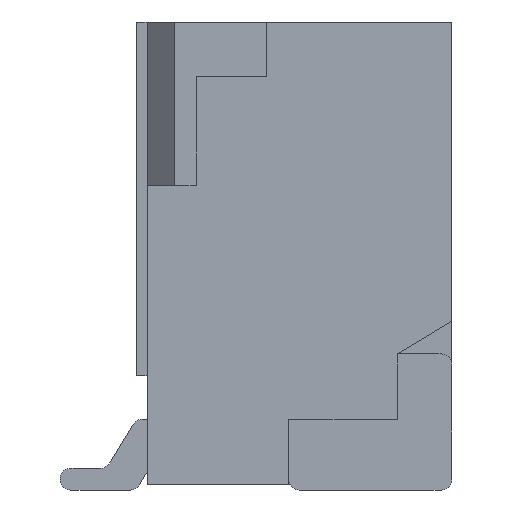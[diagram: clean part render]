
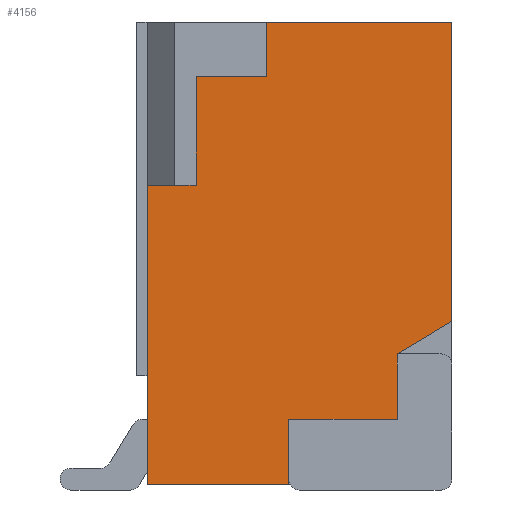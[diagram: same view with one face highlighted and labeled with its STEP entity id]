
A CAD part, left-side view. The second image highlights one B-rep face of the part: STEP entity #4156.
In plain terms, the highlighted planar face has unit normal (-1, 0, 0).
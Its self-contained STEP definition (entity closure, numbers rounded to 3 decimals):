
#4156=ADVANCED_FACE('',(#9404),#9406,.T.);
#9404=FACE_BOUND('',#9405,.T.);
#9405=EDGE_LOOP('',(#13698,#13699,#13700,#13701,#13702,#13703,#13704,#13705,#13706,
#13707,#13708,#13709));
#9406=PLANE('',#9407);
#9407=AXIS2_PLACEMENT_3D('',#9408,#9409,#9410);
#9408=CARTESIAN_POINT('',(-1.5,0.,0.));
#9409=DIRECTION('',(-1.,0.,0.));
#9410=DIRECTION('',(0.,0.,1.));
#13698=ORIENTED_EDGE('',*,*,#16524,.T.);
#13699=ORIENTED_EDGE('',*,*,#16525,.T.);
#13700=ORIENTED_EDGE('',*,*,#16526,.T.);
#13701=ORIENTED_EDGE('',*,*,#16527,.T.);
#13702=ORIENTED_EDGE('',*,*,#16528,.T.);
#13703=ORIENTED_EDGE('',*,*,#16379,.T.);
#13704=ORIENTED_EDGE('',*,*,#16523,.T.);
#13705=ORIENTED_EDGE('',*,*,#16529,.T.);
#13706=ORIENTED_EDGE('',*,*,#16530,.T.);
#13707=ORIENTED_EDGE('',*,*,#16531,.T.);
#13708=ORIENTED_EDGE('',*,*,#16499,.T.);
#13709=ORIENTED_EDGE('',*,*,#16532,.T.);
#16379=EDGE_CURVE('',#19188,#19186,#19189,.T.);
#16499=EDGE_CURVE('',#19427,#19425,#19428,.T.);
#16523=EDGE_CURVE('',#19186,#19465,#19467,.F.);
#16524=EDGE_CURVE('',#19468,#19469,#19470,.F.);
#16525=EDGE_CURVE('',#19469,#19471,#19472,.F.);
#16526=EDGE_CURVE('',#19471,#19473,#19474,.F.);
#16527=EDGE_CURVE('',#19473,#19475,#19476,.F.);
#16528=EDGE_CURVE('',#19475,#19188,#19477,.T.);
#16529=EDGE_CURVE('',#19465,#19478,#19479,.F.);
#16530=EDGE_CURVE('',#19478,#19480,#19481,.F.);
#16531=EDGE_CURVE('',#19480,#19427,#19482,.F.);
#16532=EDGE_CURVE('',#19425,#19468,#19483,.T.);
#19186=VERTEX_POINT('',#25135);
#19188=VERTEX_POINT('',#25139);
#19189=LINE('',#25140,#25141);
#19425=VERTEX_POINT('',#25614);
#19427=VERTEX_POINT('',#25618);
#19428=LINE('',#25619,#25620);
#19465=VERTEX_POINT('',#25702);
#19467=LINE('',#25706,#25707);
#19468=VERTEX_POINT('',#25709);
#19469=VERTEX_POINT('',#25710);
#19470=LINE('',#25711,#25712);
#19471=VERTEX_POINT('',#25714);
#19472=LINE('',#25715,#25716);
#19473=VERTEX_POINT('',#25718);
#19474=LINE('',#25719,#25720);
#19475=VERTEX_POINT('',#25722);
#19476=LINE('',#25723,#25724);
#19477=LINE('',#25726,#25727);
#19478=VERTEX_POINT('',#25729);
#19479=LINE('',#25730,#25731);
#19480=VERTEX_POINT('',#25733);
#19481=LINE('',#25734,#25735);
#19482=LINE('',#25737,#25738);
#19483=LINE('',#25740,#25741);
#25135=CARTESIAN_POINT('',(-1.5,-1.2,4.25));
#25139=CARTESIAN_POINT('',(-1.5,-2.9,4.25));
#25140=CARTESIAN_POINT('',(-1.5,-2.9,4.25));
#25141=VECTOR('',#25142,1.);
#25142=DIRECTION('',(0.,1.,0.));
#25614=CARTESIAN_POINT('',(-1.5,-0.1,0.));
#25618=CARTESIAN_POINT('',(-1.5,-0.1,2.75));
#25619=CARTESIAN_POINT('',(-1.5,-0.1,2.75));
#25620=VECTOR('',#25621,1.);
#25621=DIRECTION('',(0.,0.,-1.));
#25702=CARTESIAN_POINT('',(-1.5,-1.2,3.75));
#25706=CARTESIAN_POINT('',(-1.5,-1.2,3.75));
#25707=VECTOR('',#25708,1.);
#25708=DIRECTION('',(0.,0.,1.));
#25709=CARTESIAN_POINT('',(-1.5,-1.4,0.));
#25710=CARTESIAN_POINT('',(-1.5,-1.4,0.6));
#25711=CARTESIAN_POINT('',(-1.5,-1.4,0.6));
#25712=VECTOR('',#25713,1.);
#25713=DIRECTION('',(0.,0.,-1.));
#25714=CARTESIAN_POINT('',(-1.5,-2.4,0.6));
#25715=CARTESIAN_POINT('',(-1.5,-2.4,0.6));
#25716=VECTOR('',#25717,1.);
#25717=DIRECTION('',(0.,1.,0.));
#25718=CARTESIAN_POINT('',(-1.5,-2.4,1.2));
#25719=CARTESIAN_POINT('',(-1.5,-2.4,1.2));
#25720=VECTOR('',#25721,1.);
#25721=DIRECTION('',(0.,0.,-1.));
#25722=CARTESIAN_POINT('',(-1.5,-2.9,1.5));
#25723=CARTESIAN_POINT('',(-1.5,-2.9,1.5));
#25724=VECTOR('',#25725,1.);
#25725=DIRECTION('',(0.,0.857,-0.514));
#25726=CARTESIAN_POINT('',(-1.5,-2.9,1.5));
#25727=VECTOR('',#25728,1.);
#25728=DIRECTION('',(0.,0.,1.));
#25729=CARTESIAN_POINT('',(-1.5,-0.55,3.75));
#25730=CARTESIAN_POINT('',(-1.5,-0.55,3.75));
#25731=VECTOR('',#25732,1.);
#25732=DIRECTION('',(0.,-1.,0.));
#25733=CARTESIAN_POINT('',(-1.5,-0.55,2.75));
#25734=CARTESIAN_POINT('',(-1.5,-0.55,2.75));
#25735=VECTOR('',#25736,1.);
#25736=DIRECTION('',(0.,0.,1.));
#25737=CARTESIAN_POINT('',(-1.5,-0.1,2.75));
#25738=VECTOR('',#25739,1.);
#25739=DIRECTION('',(0.,-1.,0.));
#25740=CARTESIAN_POINT('',(-1.5,-0.1,0.));
#25741=VECTOR('',#25742,1.);
#25742=DIRECTION('',(0.,-1.,0.));
